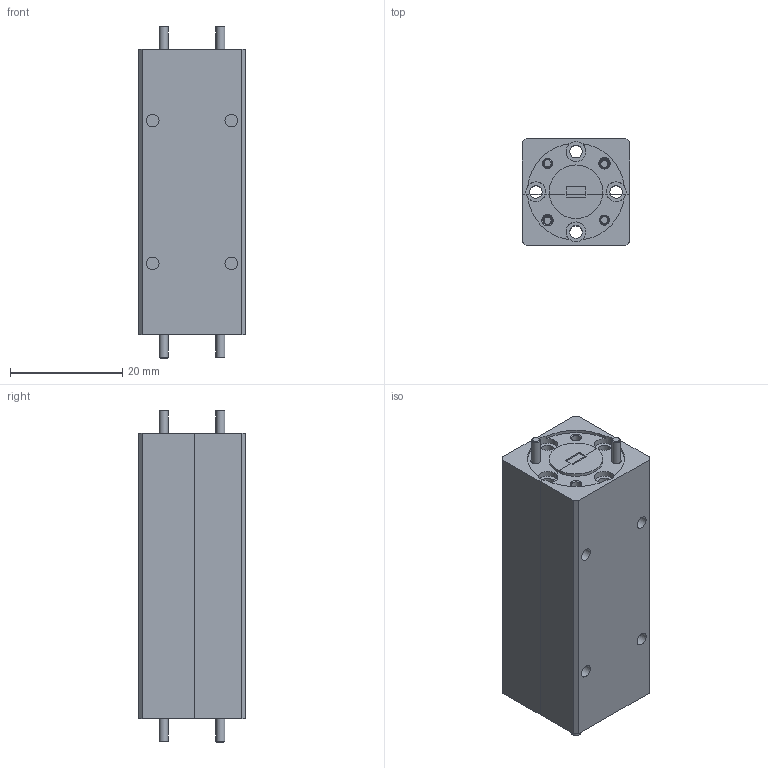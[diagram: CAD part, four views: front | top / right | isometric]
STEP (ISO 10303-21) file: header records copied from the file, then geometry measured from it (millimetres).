
FILE_DESCRIPTION (( 'STEP AP203' ), '1' );
FILE_NAME ('SWF-61312340-15-B1.STEP', '2018-10-19T19:34:27', ( '' ), ( '' ), 'SwSTEP 2.0', 'SolidWorks 2016', '' );
FILE_SCHEMA (( 'CONFIG_CONTROL_DESIGN' ));
Length unit declared in the file: inch
Products named in the file (1): SWF-61312340-15-B1
Bounding box: 19.05 x 19.05 x 59.05 mm (x, y, z)
Surface area: 6974.6 mm2 (no closed solid volume)
Topology: 0 solids, 16 shells, 277 faces, 648 edges, 392 vertices
Faces by surface type: plane 133, cone 82, cylinder 62
Full cylindrical faces by diameter (mm): 1.588 x4, 1.702 x4, 2.261 x12, 3.556 x4, 5.08 x10
Entity records: 7854 total; most frequent: CARTESIAN_POINT 1718, DIRECTION 1312, ORIENTED_EDGE 1060, EDGE_CURVE 588, AXIS2_PLACEMENT_3D 510, VERTEX_POINT 388, EDGE_LOOP 373, FACE_OUTER_BOUND 311
